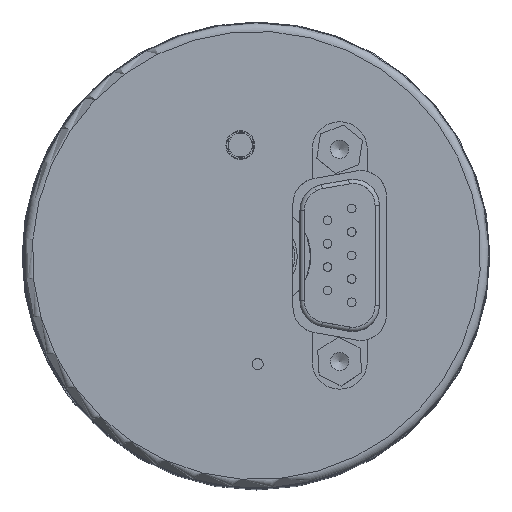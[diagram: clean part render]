
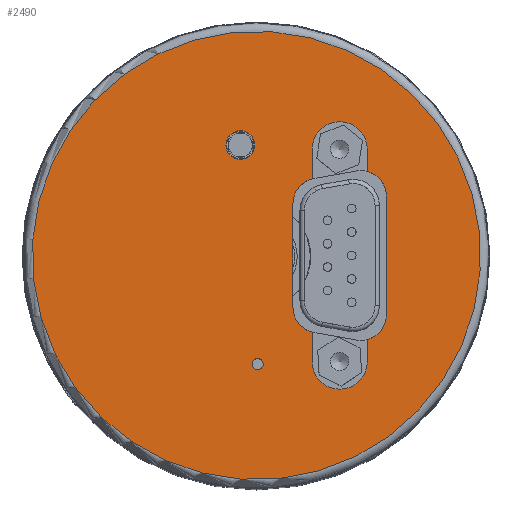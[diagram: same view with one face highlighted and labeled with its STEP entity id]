
A CAD part, top view. The second image highlights one B-rep face of the part: STEP entity #2490.
In plain terms, the highlighted planar face has unit normal (0, 0, 1).
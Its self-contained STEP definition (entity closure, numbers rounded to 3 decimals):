
#58=FACE_BOUND($,#645,.T.);
#59=FACE_BOUND($,#646,.T.);
#60=FACE_BOUND($,#647,.T.);
#61=FACE_BOUND($,#648,.T.);
#180=CIRCLE($,#2696,3.);
#184=CIRCLE($,#2702,3.);
#213=CIRCLE($,#2779,26.4);
#215=CIRCLE($,#2784,3.);
#218=CIRCLE($,#2788,0.65);
#221=CIRCLE($,#2792,3.);
#223=CIRCLE($,#2795,3.25);
#224=CIRCLE($,#2797,3.25);
#227=CIRCLE($,#2806,1.7);
#645=EDGE_LOOP($,(#2000,#2001,#2002,#2003,#2004,#2005,#2006,#2007,#2008,
#2009,#2010,#2011));
#646=EDGE_LOOP($,(#2012));
#647=EDGE_LOOP($,(#2013));
#648=EDGE_LOOP($,(#2014));
#761=LINE($,#3947,#905);
#822=LINE($,#4241,#966);
#833=LINE($,#4287,#977);
#836=LINE($,#4291,#980);
#837=LINE($,#4293,#981);
#840=LINE($,#4297,#984);
#905=VECTOR($,#3237,14.);
#966=VECTOR($,#3462,12.237);
#977=VECTOR($,#3511,3.477);
#980=VECTOR($,#3516,2.595);
#981=VECTOR($,#3519,2.595);
#984=VECTOR($,#3524,3.477);
#1084=VERTEX_POINT($,#3935);
#1085=VERTEX_POINT($,#3937);
#1088=VERTEX_POINT($,#3945);
#1092=VERTEX_POINT($,#3955);
#1155=VERTEX_POINT($,#4232);
#1158=VERTEX_POINT($,#4238);
#1159=VERTEX_POINT($,#4240);
#1162=VERTEX_POINT($,#4251);
#1165=VERTEX_POINT($,#4259);
#1167=VERTEX_POINT($,#4265);
#1169=VERTEX_POINT($,#4270);
#1171=VERTEX_POINT($,#4274);
#1172=VERTEX_POINT($,#4278);
#1174=VERTEX_POINT($,#4281);
#1177=VERTEX_POINT($,#4302);
#1339=EDGE_CURVE($,#1085,#1084,#180,.T.);
#1344=EDGE_CURVE($,#1084,#1088,#761,.T.);
#1349=EDGE_CURVE($,#1088,#1092,#184,.T.);
#1442=EDGE_CURVE($,#1155,#1155,#213,.T.);
#1445=EDGE_CURVE($,#1159,#1158,#822,.T.);
#1451=EDGE_CURVE($,#1162,#1159,#215,.T.);
#1455=EDGE_CURVE($,#1165,#1165,#218,.T.);
#1459=EDGE_CURVE($,#1158,#1167,#221,.T.);
#1463=EDGE_CURVE($,#1169,#1171,#223,.T.);
#1465=EDGE_CURVE($,#1174,#1172,#224,.T.);
#1468=EDGE_CURVE($,#1171,#1162,#833,.T.);
#1471=EDGE_CURVE($,#1092,#1169,#836,.T.);
#1472=EDGE_CURVE($,#1172,#1085,#837,.T.);
#1475=EDGE_CURVE($,#1167,#1174,#840,.T.);
#1477=EDGE_CURVE($,#1177,#1177,#227,.T.);
#2000=ORIENTED_EDGE($,*,*,#1471,.T.);
#2001=ORIENTED_EDGE($,*,*,#1463,.T.);
#2002=ORIENTED_EDGE($,*,*,#1468,.T.);
#2003=ORIENTED_EDGE($,*,*,#1451,.T.);
#2004=ORIENTED_EDGE($,*,*,#1445,.T.);
#2005=ORIENTED_EDGE($,*,*,#1459,.T.);
#2006=ORIENTED_EDGE($,*,*,#1475,.T.);
#2007=ORIENTED_EDGE($,*,*,#1465,.T.);
#2008=ORIENTED_EDGE($,*,*,#1472,.T.);
#2009=ORIENTED_EDGE($,*,*,#1339,.T.);
#2010=ORIENTED_EDGE($,*,*,#1344,.T.);
#2011=ORIENTED_EDGE($,*,*,#1349,.T.);
#2012=ORIENTED_EDGE($,*,*,#1477,.T.);
#2013=ORIENTED_EDGE($,*,*,#1455,.T.);
#2014=ORIENTED_EDGE($,*,*,#1442,.F.);
#2162=PLANE($,#2808);
#2490=ADVANCED_FACE($,(#58,#59,#60,#61),#2162,.T.);
#2696=AXIS2_PLACEMENT_3D($,#3938,#3228,#3229);
#2702=AXIS2_PLACEMENT_3D($,#3957,#3246,#3247);
#2779=AXIS2_PLACEMENT_3D($,#4233,#3456,#3457);
#2784=AXIS2_PLACEMENT_3D($,#4252,#3473,#3474);
#2788=AXIS2_PLACEMENT_3D($,#4260,#3482,#3483);
#2792=AXIS2_PLACEMENT_3D($,#4267,#3491,#3492);
#2795=AXIS2_PLACEMENT_3D($,#4276,#3499,#3500);
#2797=AXIS2_PLACEMENT_3D($,#4282,#3504,#3505);
#2806=AXIS2_PLACEMENT_3D($,#4303,#3531,#3532);
#2808=AXIS2_PLACEMENT_3D($,#4306,#3535,#3536);
#3228=DIRECTION('center_axis',(0.,0.,
-1.));
#3229=DIRECTION('ref_axis',(1.,0.,0.));
#3237=DIRECTION($,(0.,-1.,0.));
#3246=DIRECTION('center_axis',(0.,0.,
-1.));
#3247=DIRECTION('ref_axis',(-0.174,-0.985,0.));
#3456=DIRECTION('center_axis',(0.,0.,
-1.));
#3457=DIRECTION('ref_axis',(0.,-1.,0.));
#3462=DIRECTION($,(0.,1.,0.));
#3473=DIRECTION('center_axis',(0.,0.,
-1.));
#3474=DIRECTION('ref_axis',(-1.,0.,0.));
#3482=DIRECTION('center_axis',(0.,0.,
-1.));
#3483=DIRECTION('ref_axis',(0.,1.,0.));
#3491=DIRECTION('center_axis',(0.,0.,
-1.));
#3492=DIRECTION('ref_axis',(-0.174,0.985,0.));
#3499=DIRECTION('center_axis',(0.,0.,
-1.));
#3500=DIRECTION('ref_axis',(0.,1.,0.));
#3504=DIRECTION('center_axis',(0.,0.,
-1.));
#3505=DIRECTION('ref_axis',(0.,1.,0.));
#3511=DIRECTION($,(0.,1.,0.));
#3516=DIRECTION($,(0.,-1.,0.));
#3519=DIRECTION($,(0.,-1.,0.));
#3524=DIRECTION($,(0.,1.,0.));
#3531=DIRECTION('center_axis',(0.,0.,
-1.));
#3532=DIRECTION('ref_axis',(0.,-1.,0.));
#3535=DIRECTION('center_axis',(0.,0.,
1.));
#3536=DIRECTION('ref_axis',(-1.,0.,0.));
#3935=CARTESIAN_POINT('',(15.3,7.,98.7));
#3937=CARTESIAN_POINT('',(13.05,9.905,98.7));
#3938=CARTESIAN_POINT('Origin',(12.3,7.,98.7));
#3945=CARTESIAN_POINT('',(15.3,-7.,98.7));
#3947=CARTESIAN_POINT($,(15.3,10.35,98.7));
#3955=CARTESIAN_POINT('',(13.05,-9.905,98.7));
#3957=CARTESIAN_POINT('Origin',(12.3,-7.,98.7));
#4232=CARTESIAN_POINT('',(-25.622,6.361,98.7));
#4233=CARTESIAN_POINT('Origin',(0.,0.,
98.7));
#4238=CARTESIAN_POINT('',(4.3,6.118,98.7));
#4240=CARTESIAN_POINT('',(4.3,-6.118,98.7));
#4241=CARTESIAN_POINT($,(4.3,3.791,98.7));
#4251=CARTESIAN_POINT('',(6.55,-9.023,98.7));
#4252=CARTESIAN_POINT('Origin',(7.3,-6.118,98.7));
#4259=CARTESIAN_POINT('',(0.15,-13.45,98.7));
#4260=CARTESIAN_POINT('Origin',(0.15,-12.8,98.7));
#4265=CARTESIAN_POINT('',(6.55,9.023,98.7));
#4267=CARTESIAN_POINT('Origin',(7.3,6.118,98.7));
#4270=CARTESIAN_POINT('',(13.05,-12.5,98.7));
#4274=CARTESIAN_POINT('',(6.55,-12.5,98.7));
#4276=CARTESIAN_POINT('Origin',(9.8,-12.5,98.7));
#4278=CARTESIAN_POINT('',(13.05,12.5,98.7));
#4281=CARTESIAN_POINT('',(6.55,12.5,98.7));
#4282=CARTESIAN_POINT('Origin',(9.8,12.5,98.7));
#4287=CARTESIAN_POINT($,(6.55,0.6,98.7));
#4291=CARTESIAN_POINT($,(13.05,13.1,98.7));
#4293=CARTESIAN_POINT($,(13.05,13.1,98.7));
#4297=CARTESIAN_POINT($,(6.55,0.6,98.7));
#4302=CARTESIAN_POINT('',(-1.895,11.3,98.7));
#4303=CARTESIAN_POINT('Origin',(-1.895,13.,98.7));
#4306=CARTESIAN_POINT('Origin',(0.,13.7,98.7));
